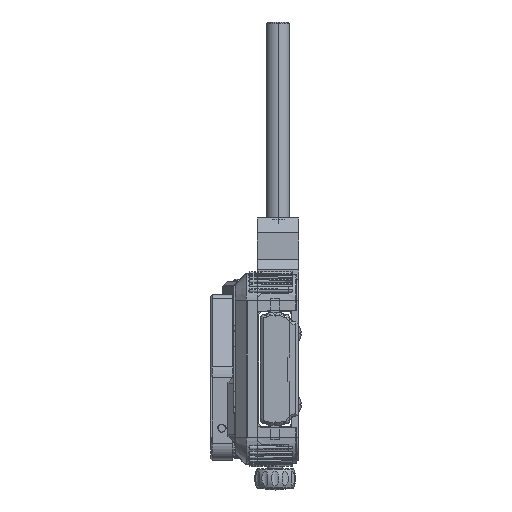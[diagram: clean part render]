
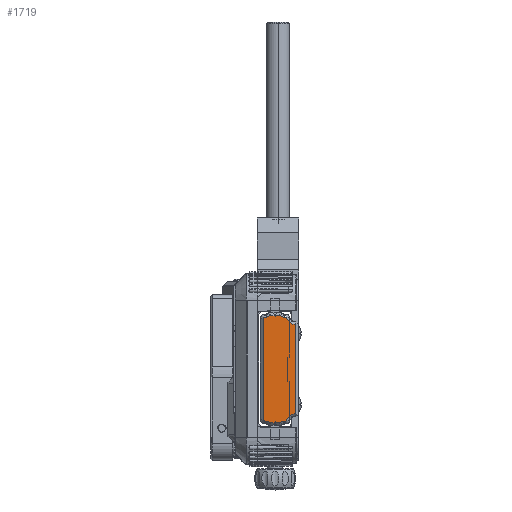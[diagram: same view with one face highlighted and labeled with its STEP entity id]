
A CAD part, left-side view. The second image highlights one B-rep face of the part: STEP entity #1719.
In plain terms, the highlighted planar face has unit normal (-1, 0, 0).
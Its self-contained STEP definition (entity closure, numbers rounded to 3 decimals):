
#818=DIRECTION('',(0.,0.,1.));
#819=VECTOR('',#818,30.);
#820=CARTESIAN_POINT('',(-103.,-7.,-15.));
#821=LINE('',#820,#819);
#822=DIRECTION('',(0.,-1.,0.));
#823=VECTOR('',#822,0.146);
#824=CARTESIAN_POINT('',(-103.,-6.854,
-15.));
#825=LINE('',#824,#823);
#826=CARTESIAN_POINT('',(-103.,-6.854,-18.));
#827=DIRECTION('',(1.,0.,0.));
#828=DIRECTION('',(0.,0.958,0.286));
#829=AXIS2_PLACEMENT_3D('',#826,#827,#828);
#831=CARTESIAN_POINT('',(-103.,-3.5,-17.));
#832=DIRECTION('',(-1.,0.,0.));
#833=DIRECTION('',(0.,0.,-1.));
#834=AXIS2_PLACEMENT_3D('',#831,#832,#833);
#836=DIRECTION('',(0.,1.,0.));
#837=VECTOR('',#836,0.197);
#838=CARTESIAN_POINT('',(-103.,-3.5,
-17.5));
#839=LINE('',#838,#837);
#840=CARTESIAN_POINT('',(-103.,-3.303,-20.5));
#841=DIRECTION('',(1.,0.,0.));
#842=DIRECTION('',(0.,0.515,0.857));
#843=AXIS2_PLACEMENT_3D('',#840,#841,#842);
#845=CARTESIAN_POINT('',(-103.,-1.5,-17.5));
#846=DIRECTION('',(-1.,0.,0.));
#847=DIRECTION('',(0.,0.,-1.));
#848=AXIS2_PLACEMENT_3D('',#845,#846,#847);
#850=DIRECTION('',(0.,-1.,0.));
#851=VECTOR('',#850,3.);
#852=CARTESIAN_POINT('',(-103.,1.5,-18.));
#853=LINE('',#852,#851);
#854=CARTESIAN_POINT('',(-103.,1.5,-17.5));
#855=DIRECTION('',(-1.,0.,0.));
#856=DIRECTION('',(0.,0.515,-0.857));
#857=AXIS2_PLACEMENT_3D('',#854,#855,#856);
#859=CARTESIAN_POINT('',(-103.,3.303,-20.5));
#860=DIRECTION('',(1.,0.,0.));
#861=DIRECTION('',(0.,0.,1.));
#862=AXIS2_PLACEMENT_3D('',#859,#860,#861);
#864=DIRECTION('',(0.,1.,0.));
#865=VECTOR('',#864,0.197);
#866=CARTESIAN_POINT('',(-103.,3.303,-17.5));
#867=LINE('',#866,#865);
#868=CARTESIAN_POINT('',(-103.,3.5,-17.));
#869=DIRECTION('',(-1.,0.,0.));
#870=DIRECTION('',(0.,1.,0.));
#871=AXIS2_PLACEMENT_3D('',#868,#869,#870);
#873=DIRECTION('',(0.,0.,-1.));
#874=VECTOR('',#873,34.);
#875=CARTESIAN_POINT('',(-103.,4.,17.));
#876=LINE('',#875,#874);
#877=CARTESIAN_POINT('',(-103.,3.5,17.));
#878=DIRECTION('',(-1.,0.,0.));
#879=DIRECTION('',(0.,0.,1.));
#880=AXIS2_PLACEMENT_3D('',#877,#878,#879);
#882=DIRECTION('',(0.,-1.,0.));
#883=VECTOR('',#882,0.197);
#884=CARTESIAN_POINT('',(-103.,3.5,17.5));
#885=LINE('',#884,#883);
#886=CARTESIAN_POINT('',(-103.,3.303,20.5));
#887=DIRECTION('',(1.,0.,0.));
#888=DIRECTION('',(0.,-0.515,-0.857));
#889=AXIS2_PLACEMENT_3D('',#886,#887,#888);
#891=CARTESIAN_POINT('',(-103.,1.5,17.5));
#892=DIRECTION('',(-1.,0.,0.));
#893=DIRECTION('',(0.,0.,1.));
#894=AXIS2_PLACEMENT_3D('',#891,#892,#893);
#896=DIRECTION('',(0.,1.,0.));
#897=VECTOR('',#896,3.);
#898=CARTESIAN_POINT('',(-103.,-1.5,18.));
#899=LINE('',#898,#897);
#900=CARTESIAN_POINT('',(-103.,-1.5,17.5));
#901=DIRECTION('',(-1.,0.,0.));
#902=DIRECTION('',(0.,-0.515,0.857));
#903=AXIS2_PLACEMENT_3D('',#900,#901,#902);
#905=CARTESIAN_POINT('',(-103.,-3.303,20.5));
#906=DIRECTION('',(1.,0.,0.));
#907=DIRECTION('',(0.,0.,-1.));
#908=AXIS2_PLACEMENT_3D('',#905,#906,#907);
#910=DIRECTION('',(0.,-1.,0.));
#911=VECTOR('',#910,0.197);
#912=CARTESIAN_POINT('',(-103.,-3.303,17.5));
#913=LINE('',#912,#911);
#914=CARTESIAN_POINT('',(-103.,-3.5,17.));
#915=DIRECTION('',(-1.,0.,0.));
#916=DIRECTION('',(0.,-0.958,0.286));
#917=AXIS2_PLACEMENT_3D('',#914,#915,#916);
#919=CARTESIAN_POINT('',(-103.,-6.854,18.));
#920=DIRECTION('',(1.,0.,0.));
#921=DIRECTION('',(0.,0.,-1.));
#922=AXIS2_PLACEMENT_3D('',#919,#920,#921);
#924=DIRECTION('',(0.,1.,0.));
#925=VECTOR('',#924,0.146);
#926=CARTESIAN_POINT('',(-103.,-7.,15.));
#927=LINE('',#926,#925);
#1532=CARTESIAN_POINT('',(-103.,-7.,-15.));
#1533=CARTESIAN_POINT('',(-103.,-7.,15.));
#1534=VERTEX_POINT('',#1532);
#1535=VERTEX_POINT('',#1533);
#1540=CARTESIAN_POINT('',(-103.,-6.854,
15.));
#1541=VERTEX_POINT('',#1540);
#1542=CARTESIAN_POINT('',(-103.,-3.5,-17.5));
#1543=CARTESIAN_POINT('',(-103.,-3.979,-17.143));
#1544=VERTEX_POINT('',#1542);
#1545=VERTEX_POINT('',#1543);
#1550=CARTESIAN_POINT('',(-103.,-3.303,
-17.5));
#1551=VERTEX_POINT('',#1550);
#1552=CARTESIAN_POINT('',(-103.,-1.758,-17.929));
#1553=VERTEX_POINT('',#1552);
#1558=CARTESIAN_POINT('',(-103.,-1.5,-18.));
#1559=VERTEX_POINT('',#1558);
#1562=CARTESIAN_POINT('',(-103.,1.5,
-18.));
#1563=VERTEX_POINT('',#1562);
#1566=CARTESIAN_POINT('',(-103.,1.758,-17.929));
#1567=VERTEX_POINT('',#1566);
#1570=CARTESIAN_POINT('',(-103.,3.303,-17.5));
#1571=VERTEX_POINT('',#1570);
#1574=CARTESIAN_POINT('',(-103.,3.5,
-17.5));
#1575=VERTEX_POINT('',#1574);
#1576=CARTESIAN_POINT('',(-103.,4.,-17.));
#1577=VERTEX_POINT('',#1576);
#1582=CARTESIAN_POINT('',(-103.,4.,17.));
#1583=VERTEX_POINT('',#1582);
#1586=CARTESIAN_POINT('',(-103.,3.5,17.5));
#1587=VERTEX_POINT('',#1586);
#1590=CARTESIAN_POINT('',(-103.,3.303,17.5));
#1591=VERTEX_POINT('',#1590);
#1592=CARTESIAN_POINT('',(-103.,1.758,17.929));
#1593=VERTEX_POINT('',#1592);
#1598=CARTESIAN_POINT('',(-103.,1.5,18.));
#1599=VERTEX_POINT('',#1598);
#1602=CARTESIAN_POINT('',(-103.,-1.5,
18.));
#1603=VERTEX_POINT('',#1602);
#1606=CARTESIAN_POINT('',(-103.,-1.758,17.929));
#1607=VERTEX_POINT('',#1606);
#1610=CARTESIAN_POINT('',(-103.,-3.303,17.5));
#1611=VERTEX_POINT('',#1610);
#1614=CARTESIAN_POINT('',(-103.,-3.5,
17.5));
#1615=VERTEX_POINT('',#1614);
#1616=CARTESIAN_POINT('',(-103.,-3.979,17.143));
#1617=VERTEX_POINT('',#1616);
#1622=CARTESIAN_POINT('',(-103.,-6.854,
-15.));
#1623=VERTEX_POINT('',#1622);
#1664=CARTESIAN_POINT('',(-103.,0.,0.));
#1665=DIRECTION('',(-1.,0.,0.));
#1666=DIRECTION('',(0.,0.,1.));
#1667=AXIS2_PLACEMENT_3D('',#1664,#1665,#1666);
#1668=PLANE('',#1667);
#1670=ORIENTED_EDGE('',*,*,#1669,.F.);
#1672=ORIENTED_EDGE('',*,*,#1671,.F.);
#1674=ORIENTED_EDGE('',*,*,#1673,.F.);
#1676=ORIENTED_EDGE('',*,*,#1675,.F.);
#1678=ORIENTED_EDGE('',*,*,#1677,.T.);
#1680=ORIENTED_EDGE('',*,*,#1679,.F.);
#1682=ORIENTED_EDGE('',*,*,#1681,.F.);
#1684=ORIENTED_EDGE('',*,*,#1683,.F.);
#1686=ORIENTED_EDGE('',*,*,#1685,.F.);
#1688=ORIENTED_EDGE('',*,*,#1687,.F.);
#1690=ORIENTED_EDGE('',*,*,#1689,.T.);
#1692=ORIENTED_EDGE('',*,*,#1691,.F.);
#1694=ORIENTED_EDGE('',*,*,#1693,.F.);
#1696=ORIENTED_EDGE('',*,*,#1695,.F.);
#1698=ORIENTED_EDGE('',*,*,#1697,.T.);
#1700=ORIENTED_EDGE('',*,*,#1699,.F.);
#1702=ORIENTED_EDGE('',*,*,#1701,.F.);
#1704=ORIENTED_EDGE('',*,*,#1703,.F.);
#1706=ORIENTED_EDGE('',*,*,#1705,.F.);
#1708=ORIENTED_EDGE('',*,*,#1707,.F.);
#1710=ORIENTED_EDGE('',*,*,#1709,.T.);
#1712=ORIENTED_EDGE('',*,*,#1711,.F.);
#1714=ORIENTED_EDGE('',*,*,#1713,.F.);
#1716=ORIENTED_EDGE('',*,*,#1715,.F.);
#1717=EDGE_LOOP('',(#1670,#1672,#1674,#1676,#1678,#1680,#1682,#1684,#1686,#1688,
#1690,#1692,#1694,#1696,#1698,#1700,#1702,#1704,#1706,#1708,#1710,#1712,#1714,
#1716));
#1718=FACE_OUTER_BOUND('',#1717,.F.);
#1719=ADVANCED_FACE('',(#1718),#1668,.T.);
#830=CIRCLE('',#829,3.);
#835=CIRCLE('',#834,0.5);
#844=CIRCLE('',#843,3.);
#849=CIRCLE('',#848,0.5);
#858=CIRCLE('',#857,0.5);
#863=CIRCLE('',#862,3.);
#872=CIRCLE('',#871,0.5);
#881=CIRCLE('',#880,0.5);
#890=CIRCLE('',#889,3.);
#895=CIRCLE('',#894,0.5);
#904=CIRCLE('',#903,0.5);
#909=CIRCLE('',#908,3.);
#918=CIRCLE('',#917,0.5);
#923=CIRCLE('',#922,3.);
#1669=EDGE_CURVE('',#1534,#1535,#821,.T.);
#1671=EDGE_CURVE('',#1623,#1534,#825,.T.);
#1673=EDGE_CURVE('',#1545,#1623,#830,.T.);
#1675=EDGE_CURVE('',#1544,#1545,#835,.T.);
#1677=EDGE_CURVE('',#1544,#1551,#839,.T.);
#1679=EDGE_CURVE('',#1553,#1551,#844,.T.);
#1681=EDGE_CURVE('',#1559,#1553,#849,.T.);
#1683=EDGE_CURVE('',#1563,#1559,#853,.T.);
#1685=EDGE_CURVE('',#1567,#1563,#858,.T.);
#1687=EDGE_CURVE('',#1571,#1567,#863,.T.);
#1689=EDGE_CURVE('',#1571,#1575,#867,.T.);
#1691=EDGE_CURVE('',#1577,#1575,#872,.T.);
#1693=EDGE_CURVE('',#1583,#1577,#876,.T.);
#1695=EDGE_CURVE('',#1587,#1583,#881,.T.);
#1697=EDGE_CURVE('',#1587,#1591,#885,.T.);
#1699=EDGE_CURVE('',#1593,#1591,#890,.T.);
#1701=EDGE_CURVE('',#1599,#1593,#895,.T.);
#1703=EDGE_CURVE('',#1603,#1599,#899,.T.);
#1705=EDGE_CURVE('',#1607,#1603,#904,.T.);
#1707=EDGE_CURVE('',#1611,#1607,#909,.T.);
#1709=EDGE_CURVE('',#1611,#1615,#913,.T.);
#1711=EDGE_CURVE('',#1617,#1615,#918,.T.);
#1713=EDGE_CURVE('',#1541,#1617,#923,.T.);
#1715=EDGE_CURVE('',#1535,#1541,#927,.T.);
